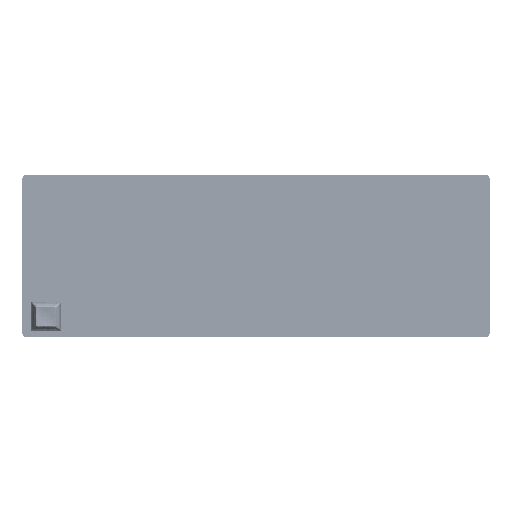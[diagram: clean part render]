
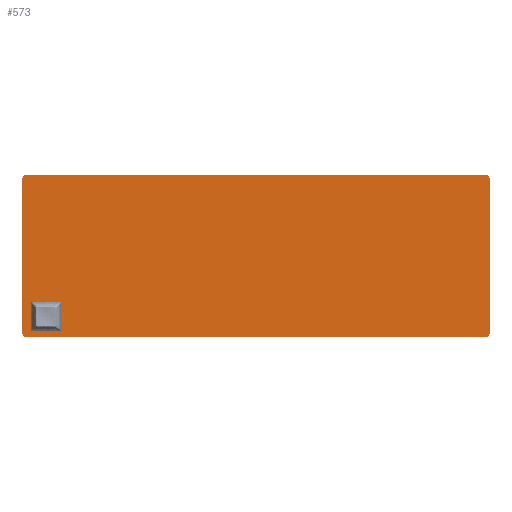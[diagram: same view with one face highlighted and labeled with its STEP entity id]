
A CAD part, top view. The second image highlights one B-rep face of the part: STEP entity #573.
In plain terms, the highlighted planar face has unit normal (0, 0, 1).
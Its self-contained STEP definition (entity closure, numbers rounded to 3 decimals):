
#56 = VERTEX_POINT('',#57);
#57 = CARTESIAN_POINT('',(0.006,3.006,1.591));
#63 = EDGE_CURVE('',#56,#64,#66,.T.);
#64 = VERTEX_POINT('',#65);
#65 = CARTESIAN_POINT('',(0.006,98.256,1.591));
#66 = LINE('',#67,#68);
#67 = CARTESIAN_POINT('',(0.006,3.006,1.591));
#68 = VECTOR('',#69,1.);
#69 = DIRECTION('',(0.,1.,0.));
#94 = EDGE_CURVE('',#64,#95,#97,.T.);
#95 = VERTEX_POINT('',#96);
#96 = CARTESIAN_POINT('',(3.006,101.256,1.591));
#97 = CIRCLE('',#98,2.999);
#98 = AXIS2_PLACEMENT_3D('',#99,#100,#101);
#99 = CARTESIAN_POINT('',(3.005,98.257,1.591));
#100 = DIRECTION('',(0.,0.,-1.));
#101 = DIRECTION('',(-1.,0.,-0.));
#127 = EDGE_CURVE('',#95,#128,#130,.T.);
#128 = VERTEX_POINT('',#129);
#129 = CARTESIAN_POINT('',(288.756,101.256,1.591));
#130 = LINE('',#131,#132);
#131 = CARTESIAN_POINT('',(3.006,101.256,1.591));
#132 = VECTOR('',#133,1.);
#133 = DIRECTION('',(1.,0.,0.));
#158 = EDGE_CURVE('',#128,#159,#161,.T.);
#159 = VERTEX_POINT('',#160);
#160 = CARTESIAN_POINT('',(291.756,98.256,1.591));
#161 = CIRCLE('',#162,2.998);
#162 = AXIS2_PLACEMENT_3D('',#163,#164,#165);
#163 = CARTESIAN_POINT('',(288.758,98.258,1.591));
#164 = DIRECTION('',(0.,0.,-1.));
#165 = DIRECTION('',(-0.001,1.,0.));
#191 = EDGE_CURVE('',#159,#192,#194,.T.);
#192 = VERTEX_POINT('',#193);
#193 = CARTESIAN_POINT('',(291.756,3.006,1.591));
#194 = LINE('',#195,#196);
#195 = CARTESIAN_POINT('',(291.756,98.256,1.591));
#196 = VECTOR('',#197,1.);
#197 = DIRECTION('',(0.,-1.,0.));
#222 = EDGE_CURVE('',#192,#223,#225,.T.);
#223 = VERTEX_POINT('',#224);
#224 = CARTESIAN_POINT('',(288.756,0.006,1.591));
#225 = CIRCLE('',#226,2.999);
#226 = AXIS2_PLACEMENT_3D('',#227,#228,#229);
#227 = CARTESIAN_POINT('',(288.757,3.005,1.591));
#228 = DIRECTION('',(0.,0.,-1.));
#229 = DIRECTION('',(1.,0.,0.));
#255 = EDGE_CURVE('',#223,#256,#258,.T.);
#256 = VERTEX_POINT('',#257);
#257 = CARTESIAN_POINT('',(3.006,0.006,1.591));
#258 = LINE('',#259,#260);
#259 = CARTESIAN_POINT('',(288.756,0.006,1.591));
#260 = VECTOR('',#261,1.);
#261 = DIRECTION('',(-1.,0.,0.));
#286 = EDGE_CURVE('',#256,#56,#287,.T.);
#287 = CIRCLE('',#288,3.001);
#288 = AXIS2_PLACEMENT_3D('',#289,#290,#291);
#289 = CARTESIAN_POINT('',(3.007,3.007,1.591));
#290 = DIRECTION('',(0.,0.,-1.));
#291 = DIRECTION('',(0.,-1.,-0.));
#312 = VERTEX_POINT('',#313);
#313 = CARTESIAN_POINT('',(13.11,7.78,1.591));
#319 = EDGE_CURVE('',#312,#312,#320,.T.);
#320 = CIRCLE('',#321,0.7);
#321 = AXIS2_PLACEMENT_3D('',#322,#323,#324);
#322 = CARTESIAN_POINT('',(12.41,7.78,1.591));
#323 = DIRECTION('',(0.,0.,1.));
#324 = DIRECTION('',(1.,0.,-0.));
#345 = VERTEX_POINT('',#346);
#346 = CARTESIAN_POINT('',(10.745,12.885,1.591));
#352 = EDGE_CURVE('',#345,#345,#353,.T.);
#353 = CIRCLE('',#354,0.875);
#354 = AXIS2_PLACEMENT_3D('',#355,#356,#357);
#355 = CARTESIAN_POINT('',(9.87,12.885,1.591));
#356 = DIRECTION('',(0.,0.,1.));
#357 = DIRECTION('',(1.,0.,-0.));
#378 = VERTEX_POINT('',#379);
#379 = CARTESIAN_POINT('',(16.926,12.783,1.591));
#385 = EDGE_CURVE('',#378,#378,#386,.T.);
#386 = CIRCLE('',#387,1.925);
#387 = AXIS2_PLACEMENT_3D('',#388,#389,#390);
#388 = CARTESIAN_POINT('',(15.001,12.783,1.591));
#389 = DIRECTION('',(0.,0.,1.));
#390 = DIRECTION('',(1.,0.,-0.));
#411 = VERTEX_POINT('',#412);
#412 = CARTESIAN_POINT('',(19.409,10.32,1.591));
#418 = EDGE_CURVE('',#411,#411,#419,.T.);
#419 = CIRCLE('',#420,0.7);
#420 = AXIS2_PLACEMENT_3D('',#421,#422,#423);
#421 = CARTESIAN_POINT('',(18.709,10.32,1.591));
#422 = DIRECTION('',(0.,0.,1.));
#423 = DIRECTION('',(1.,0.,-0.));
#444 = VERTEX_POINT('',#445);
#445 = CARTESIAN_POINT('',(20.879,12.885,1.591));
#451 = EDGE_CURVE('',#444,#444,#452,.T.);
#452 = CIRCLE('',#453,0.875);
#453 = AXIS2_PLACEMENT_3D('',#454,#455,#456);
#454 = CARTESIAN_POINT('',(20.004,12.885,1.591));
#455 = DIRECTION('',(0.,0.,1.));
#456 = DIRECTION('',(1.,0.,-0.));
#477 = VERTEX_POINT('',#478);
#478 = CARTESIAN_POINT('',(14.13,17.914,1.591));
#484 = EDGE_CURVE('',#477,#477,#485,.T.);
#485 = CIRCLE('',#486,0.45);
#486 = AXIS2_PLACEMENT_3D('',#487,#488,#489);
#487 = CARTESIAN_POINT('',(13.68,17.914,1.591));
#488 = DIRECTION('',(0.,0.,1.));
#489 = DIRECTION('',(1.,0.,-0.));
#510 = VERTEX_POINT('',#511);
#511 = CARTESIAN_POINT('',(16.67,17.914,1.591));
#517 = EDGE_CURVE('',#510,#510,#518,.T.);
#518 = CIRCLE('',#519,0.45);
#519 = AXIS2_PLACEMENT_3D('',#520,#521,#522);
#520 = CARTESIAN_POINT('',(16.22,17.914,1.591));
#521 = DIRECTION('',(0.,0.,1.));
#522 = DIRECTION('',(1.,0.,-0.));
#573 = ADVANCED_FACE('',(#574,#584,#587,#590,#593,#596,#599,#602),#605,
  .F.);
#574 = FACE_BOUND('',#575,.F.);
#575 = EDGE_LOOP('',(#576,#577,#578,#579,#580,#581,#582,#583));
#576 = ORIENTED_EDGE('',*,*,#63,.T.);
#577 = ORIENTED_EDGE('',*,*,#94,.T.);
#578 = ORIENTED_EDGE('',*,*,#127,.T.);
#579 = ORIENTED_EDGE('',*,*,#158,.T.);
#580 = ORIENTED_EDGE('',*,*,#191,.T.);
#581 = ORIENTED_EDGE('',*,*,#222,.T.);
#582 = ORIENTED_EDGE('',*,*,#255,.T.);
#583 = ORIENTED_EDGE('',*,*,#286,.T.);
#584 = FACE_BOUND('',#585,.F.);
#585 = EDGE_LOOP('',(#586));
#586 = ORIENTED_EDGE('',*,*,#319,.T.);
#587 = FACE_BOUND('',#588,.F.);
#588 = EDGE_LOOP('',(#589));
#589 = ORIENTED_EDGE('',*,*,#352,.T.);
#590 = FACE_BOUND('',#591,.F.);
#591 = EDGE_LOOP('',(#592));
#592 = ORIENTED_EDGE('',*,*,#385,.T.);
#593 = FACE_BOUND('',#594,.F.);
#594 = EDGE_LOOP('',(#595));
#595 = ORIENTED_EDGE('',*,*,#418,.T.);
#596 = FACE_BOUND('',#597,.F.);
#597 = EDGE_LOOP('',(#598));
#598 = ORIENTED_EDGE('',*,*,#451,.T.);
#599 = FACE_BOUND('',#600,.F.);
#600 = EDGE_LOOP('',(#601));
#601 = ORIENTED_EDGE('',*,*,#484,.T.);
#602 = FACE_BOUND('',#603,.F.);
#603 = EDGE_LOOP('',(#604));
#604 = ORIENTED_EDGE('',*,*,#517,.T.);
#605 = PLANE('',#606);
#606 = AXIS2_PLACEMENT_3D('',#607,#608,#609);
#607 = CARTESIAN_POINT('',(145.881,50.631,1.591));
#608 = DIRECTION('',(-0.,-0.,-1.));
#609 = DIRECTION('',(-1.,0.,0.));
